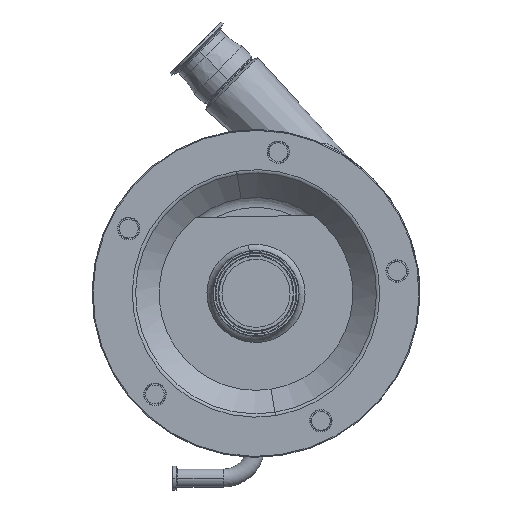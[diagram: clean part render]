
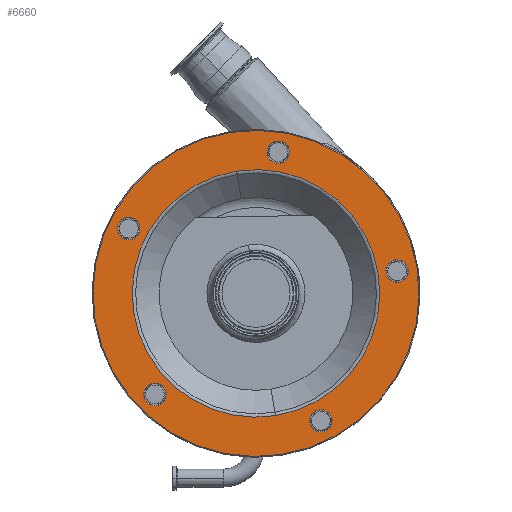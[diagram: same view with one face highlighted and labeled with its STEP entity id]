
A CAD part, top view. The second image highlights one B-rep face of the part: STEP entity #6660.
In plain terms, the highlighted planar face has unit normal (0, 0, 1).
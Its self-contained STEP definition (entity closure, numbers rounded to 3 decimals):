
#12 = CARTESIAN_POINT ( 'NONE',  ( 150.622, 23.856, 96.5 ) ) ;
#18 = DIRECTION ( 'NONE',  ( 0.156, -0.988, 0. ) ) ;
#23 = EDGE_LOOP ( 'NONE', ( #16307, #14769 ) ) ;
#414 = CARTESIAN_POINT ( 'NONE',  ( 23.856, 150.622, 96.5 ) ) ;
#497 = CIRCLE ( 'NONE', #9834, 174. ) ;
#622 = EDGE_CURVE ( 'NONE', #16849, #6100, #725, .T. ) ;
#692 = ORIENTED_EDGE ( 'NONE', *, *, #622, .T. ) ;
#703 = EDGE_CURVE ( 'NONE', #7785, #5354, #16930, .T. ) ;
#725 = CIRCLE ( 'NONE', #2982, 12. ) ;
#727 = DIRECTION ( 'NONE',  ( 0.156, -0.988, 0. ) ) ;
#915 = CIRCLE ( 'NONE', #10837, 12. ) ;
#999 = CARTESIAN_POINT ( 'NONE',  ( 0., 0., 96.5 ) ) ;
#1263 = CIRCLE ( 'NONE', #4373, 174. ) ;
#1340 = DIRECTION ( 'NONE',  ( 0.156, -0.988, 0. ) ) ;
#1710 = ORIENTED_EDGE ( 'NONE', *, *, #5892, .T. ) ;
#1828 = EDGE_CURVE ( 'NONE', #14721, #13754, #13005, .T. ) ;
#2193 = CIRCLE ( 'NONE', #14121, 132.071 ) ;
#2246 = FACE_BOUND ( 'NONE', #23, .T. ) ;
#2270 = DIRECTION ( 'NONE',  ( 0., 0., -1. ) ) ;
#2663 = DIRECTION ( 'NONE',  ( 0., 0., -1. ) ) ;
#2709 = ORIENTED_EDGE ( 'NONE', *, *, #3629, .T. ) ;
#2982 = AXIS2_PLACEMENT_3D ( 'NONE', #14854, #2663, #18 ) ;
#3016 = CARTESIAN_POINT ( 'NONE',  ( 150.622, 23.856, 96.5 ) ) ;
#3032 = ORIENTED_EDGE ( 'NONE', *, *, #6666, .F. ) ;
#3227 = CIRCLE ( 'NONE', #13163, 12. ) ;
#3235 = DIRECTION ( 'NONE',  ( 0.156, -0.988, 0. ) ) ;
#3320 = EDGE_LOOP ( 'NONE', ( #3032, #11811 ) ) ;
#3437 = DIRECTION ( 'NONE',  ( 0., 0., -1. ) ) ;
#3472 = DIRECTION ( 'NONE',  ( 0.156, -0.988, 0. ) ) ;
#3528 = AXIS2_PLACEMENT_3D ( 'NONE', #9198, #14734, #4946 ) ;
#3533 = VERTEX_POINT ( 'NONE', #7342 ) ;
#3629 = EDGE_CURVE ( 'NONE', #6100, #16849, #16049, .T. ) ;
#3861 = DIRECTION ( 'NONE',  ( 0.156, -0.988, 0. ) ) ;
#3933 = CARTESIAN_POINT ( 'NONE',  ( 21.979, 162.475, 96.5 ) ) ;
#4373 = AXIS2_PLACEMENT_3D ( 'NONE', #999, #13069, #3472 ) ;
#4449 = ORIENTED_EDGE ( 'NONE', *, *, #15193, .T. ) ;
#4591 = EDGE_CURVE ( 'NONE', #5354, #7785, #17096, .T. ) ;
#4728 = DIRECTION ( 'NONE',  ( 0., 0., -1. ) ) ;
#4946 = DIRECTION ( 'NONE',  ( 0.156, -0.988, 0. ) ) ;
#5164 = CARTESIAN_POINT ( 'NONE',  ( 25.733, 138.77, 96.5 ) ) ;
#5219 = EDGE_LOOP ( 'NONE', ( #14503, #17146 ) ) ;
#5258 = AXIS2_PLACEMENT_3D ( 'NONE', #10744, #5582, #9317 ) ;
#5283 = CARTESIAN_POINT ( 'NONE',  ( -135.878, 69.234, 96.5 ) ) ;
#5351 = EDGE_CURVE ( 'NONE', #8175, #15163, #915, .T. ) ;
#5354 = VERTEX_POINT ( 'NONE', #13123 ) ;
#5582 = DIRECTION ( 'NONE',  ( 0., 0., -1. ) ) ;
#5803 = CARTESIAN_POINT ( 'NONE',  ( 71.111, -147.731, 96.5 ) ) ;
#5892 = EDGE_CURVE ( 'NONE', #9991, #3533, #2193, .T. ) ;
#5929 = VERTEX_POINT ( 'NONE', #11213 ) ;
#5973 = AXIS2_PLACEMENT_3D ( 'NONE', #12, #14755, #9123 ) ;
#6100 = VERTEX_POINT ( 'NONE', #11734 ) ;
#6205 = FACE_BOUND ( 'NONE', #14452, .T. ) ;
#6287 = FACE_BOUND ( 'NONE', #14120, .T. ) ;
#6613 = AXIS2_PLACEMENT_3D ( 'NONE', #14479, #7782, #727 ) ;
#6660 = ADVANCED_FACE ( 'NONE', ( #11501, #2246, #6287, #6205, #10399, #17034, #8871 ), #16955, .F. ) ;
#6666 = EDGE_CURVE ( 'NONE', #15866, #5929, #497, .T. ) ;
#6888 = CIRCLE ( 'NONE', #10054, 12. ) ;
#7074 = EDGE_CURVE ( 'NONE', #10388, #9196, #6888, .T. ) ;
#7342 = CARTESIAN_POINT ( 'NONE',  ( 20.66, -130.445, 96.5 ) ) ;
#7782 = DIRECTION ( 'NONE',  ( 0., 0., -1. ) ) ;
#7785 = VERTEX_POINT ( 'NONE', #8685 ) ;
#7815 = AXIS2_PLACEMENT_3D ( 'NONE', #14416, #17205, #15863 ) ;
#8010 = DIRECTION ( 'NONE',  ( 0., 0., -1. ) ) ;
#8175 = VERTEX_POINT ( 'NONE', #10358 ) ;
#8348 = CIRCLE ( 'NONE', #5258, 12. ) ;
#8643 = CIRCLE ( 'NONE', #16666, 12. ) ;
#8685 = CARTESIAN_POINT ( 'NONE',  ( 148.745, 35.709, 96.5 ) ) ;
#8693 = CARTESIAN_POINT ( 'NONE',  ( 69.234, -135.878, 96.5 ) ) ;
#8717 = DIRECTION ( 'NONE',  ( 0., 0., -1. ) ) ;
#8871 = FACE_BOUND ( 'NONE', #13442, .T. ) ;
#8966 = DIRECTION ( 'NONE',  ( 0.156, -0.988, 0. ) ) ;
#9011 = DIRECTION ( 'NONE',  ( 0.156, -0.988, 0. ) ) ;
#9123 = DIRECTION ( 'NONE',  ( 0.156, -0.988, 0. ) ) ;
#9196 = VERTEX_POINT ( 'NONE', #5164 ) ;
#9198 = CARTESIAN_POINT ( 'NONE',  ( 0., 0., 96.5 ) ) ;
#9317 = DIRECTION ( 'NONE',  ( 0.156, -0.988, 0. ) ) ;
#9584 = EDGE_CURVE ( 'NONE', #13754, #14721, #8643, .T. ) ;
#9780 = EDGE_CURVE ( 'NONE', #15163, #8175, #8348, .T. ) ;
#9834 = AXIS2_PLACEMENT_3D ( 'NONE', #10052, #4728, #8966 ) ;
#9991 = VERTEX_POINT ( 'NONE', #13048 ) ;
#10035 = DIRECTION ( 'NONE',  ( 0.156, -0.988, 0. ) ) ;
#10052 = CARTESIAN_POINT ( 'NONE',  ( 0., 0., 96.5 ) ) ;
#10054 = AXIS2_PLACEMENT_3D ( 'NONE', #15929, #14565, #1340 ) ;
#10183 = CARTESIAN_POINT ( 'NONE',  ( -105.957, -119.686, 96.5 ) ) ;
#10358 = CARTESIAN_POINT ( 'NONE',  ( -134.001, 57.381, 96.5 ) ) ;
#10388 = VERTEX_POINT ( 'NONE', #3933 ) ;
#10399 = FACE_BOUND ( 'NONE', #5219, .T. ) ;
#10451 = ORIENTED_EDGE ( 'NONE', *, *, #9584, .T. ) ;
#10744 = CARTESIAN_POINT ( 'NONE',  ( -135.878, 69.234, 96.5 ) ) ;
#10759 = CARTESIAN_POINT ( 'NONE',  ( -137.756, 81.086, 96.5 ) ) ;
#10837 = AXIS2_PLACEMENT_3D ( 'NONE', #5283, #8010, #9011 ) ;
#11213 = CARTESIAN_POINT ( 'NONE',  ( -27.22, 171.858, 96.5 ) ) ;
#11367 = DIRECTION ( 'NONE',  ( 0.156, -0.988, 0. ) ) ;
#11501 = FACE_BOUND ( 'NONE', #11766, .T. ) ;
#11734 = CARTESIAN_POINT ( 'NONE',  ( -109.711, -95.982, 96.5 ) ) ;
#11766 = EDGE_LOOP ( 'NONE', ( #15784, #13307 ) ) ;
#11811 = ORIENTED_EDGE ( 'NONE', *, *, #13321, .F. ) ;
#12384 = EDGE_CURVE ( 'NONE', #9196, #10388, #3227, .T. ) ;
#12492 = CARTESIAN_POINT ( 'NONE',  ( 67.356, -124.026, 96.5 ) ) ;
#13005 = CIRCLE ( 'NONE', #17586, 12. ) ;
#13048 = CARTESIAN_POINT ( 'NONE',  ( -20.66, 130.445, 96.5 ) ) ;
#13069 = DIRECTION ( 'NONE',  ( 0., 0., -1. ) ) ;
#13123 = CARTESIAN_POINT ( 'NONE',  ( 152.5, 12.004, 96.5 ) ) ;
#13163 = AXIS2_PLACEMENT_3D ( 'NONE', #414, #8717, #3235 ) ;
#13307 = ORIENTED_EDGE ( 'NONE', *, *, #12384, .T. ) ;
#13321 = EDGE_CURVE ( 'NONE', #5929, #15866, #1263, .T. ) ;
#13442 = EDGE_LOOP ( 'NONE', ( #4449, #1710 ) ) ;
#13754 = VERTEX_POINT ( 'NONE', #12492 ) ;
#14058 = DIRECTION ( 'NONE',  ( 0., 0., -1. ) ) ;
#14120 = EDGE_LOOP ( 'NONE', ( #2709, #692 ) ) ;
#14121 = AXIS2_PLACEMENT_3D ( 'NONE', #14440, #2270, #3861 ) ;
#14416 = CARTESIAN_POINT ( 'NONE',  ( -27.22, 171.858, 96.5 ) ) ;
#14440 = CARTESIAN_POINT ( 'NONE',  ( 0., 0., 96.5 ) ) ;
#14452 = EDGE_LOOP ( 'NONE', ( #10451, #15234 ) ) ;
#14479 = CARTESIAN_POINT ( 'NONE',  ( -107.834, -107.834, 96.5 ) ) ;
#14503 = ORIENTED_EDGE ( 'NONE', *, *, #703, .T. ) ;
#14565 = DIRECTION ( 'NONE',  ( 0., 0., -1. ) ) ;
#14721 = VERTEX_POINT ( 'NONE', #5803 ) ;
#14734 = DIRECTION ( 'NONE',  ( 0., 0., -1. ) ) ;
#14755 = DIRECTION ( 'NONE',  ( 0., 0., -1. ) ) ;
#14769 = ORIENTED_EDGE ( 'NONE', *, *, #5351, .T. ) ;
#14854 = CARTESIAN_POINT ( 'NONE',  ( -107.834, -107.834, 96.5 ) ) ;
#14907 = CIRCLE ( 'NONE', #3528, 132.071 ) ;
#15163 = VERTEX_POINT ( 'NONE', #10759 ) ;
#15193 = EDGE_CURVE ( 'NONE', #3533, #9991, #14907, .T. ) ;
#15234 = ORIENTED_EDGE ( 'NONE', *, *, #1828, .T. ) ;
#15725 = CARTESIAN_POINT ( 'NONE',  ( 69.234, -135.878, 96.5 ) ) ;
#15784 = ORIENTED_EDGE ( 'NONE', *, *, #7074, .T. ) ;
#15863 = DIRECTION ( 'NONE',  ( 0.156, -0.988, 0. ) ) ;
#15866 = VERTEX_POINT ( 'NONE', #16927 ) ;
#15929 = CARTESIAN_POINT ( 'NONE',  ( 23.856, 150.622, 96.5 ) ) ;
#16049 = CIRCLE ( 'NONE', #6613, 12. ) ;
#16307 = ORIENTED_EDGE ( 'NONE', *, *, #9780, .T. ) ;
#16462 = DIRECTION ( 'NONE',  ( 0.156, -0.988, 0. ) ) ;
#16650 = DIRECTION ( 'NONE',  ( 0., 0., -1. ) ) ;
#16666 = AXIS2_PLACEMENT_3D ( 'NONE', #15725, #3437, #11367 ) ;
#16849 = VERTEX_POINT ( 'NONE', #10183 ) ;
#16927 = CARTESIAN_POINT ( 'NONE',  ( 27.22, -171.858, 96.5 ) ) ;
#16930 = CIRCLE ( 'NONE', #17498, 12. ) ;
#16955 = PLANE ( 'NONE',  #7815 ) ;
#17034 = FACE_OUTER_BOUND ( 'NONE', #3320, .T. ) ;
#17096 = CIRCLE ( 'NONE', #5973, 12. ) ;
#17146 = ORIENTED_EDGE ( 'NONE', *, *, #4591, .T. ) ;
#17205 = DIRECTION ( 'NONE',  ( 0., 0., -1. ) ) ;
#17498 = AXIS2_PLACEMENT_3D ( 'NONE', #3016, #16650, #16462 ) ;
#17586 = AXIS2_PLACEMENT_3D ( 'NONE', #8693, #14058, #10035 ) ;
